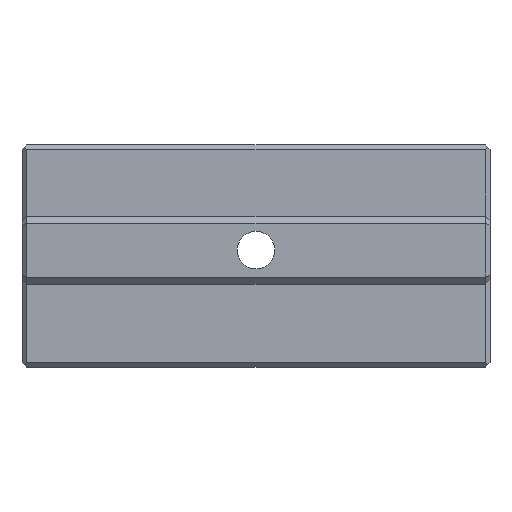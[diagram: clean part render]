
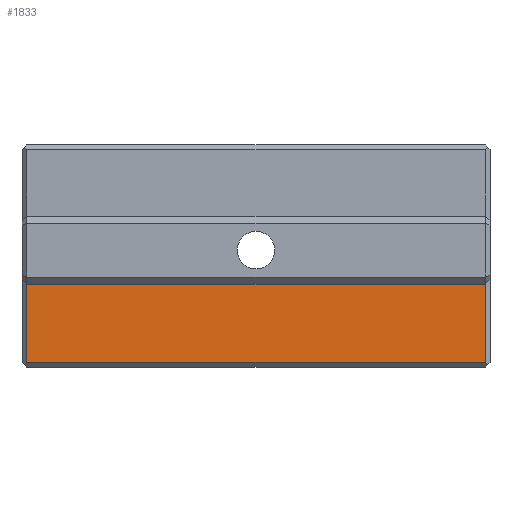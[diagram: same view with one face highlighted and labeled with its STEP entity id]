
A CAD part, front view. The second image highlights one B-rep face of the part: STEP entity #1833.
In plain terms, the highlighted planar face has unit normal (0, -1, 0).
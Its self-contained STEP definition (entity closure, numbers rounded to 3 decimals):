
#294 = PLANE('',#295);
#295 = AXIS2_PLACEMENT_3D('',#296,#297,#298);
#296 = CARTESIAN_POINT('',(0.2,-11.55,-2.4));
#297 = DIRECTION('',(0.707,0.707,0.));
#298 = DIRECTION('',(0.,0.,1.));
#400 = PLANE('',#401);
#401 = AXIS2_PLACEMENT_3D('',#402,#403,#404);
#402 = CARTESIAN_POINT('',(0.,-11.55,-9.3));
#403 = DIRECTION('',(0.,0.707,0.707));
#404 = DIRECTION('',(-1.,-0.,0.));
#548 = VERTEX_POINT('',#549);
#549 = CARTESIAN_POINT('',(0.4,-11.75,-9.1));
#570 = EDGE_CURVE('',#571,#548,#573,.T.);
#571 = VERTEX_POINT('',#572);
#572 = CARTESIAN_POINT('',(0.4,-11.75,-2.4));
#573 = SURFACE_CURVE('',#574,(#578,#585),.PCURVE_S1.);
#574 = LINE('',#575,#576);
#575 = CARTESIAN_POINT('',(0.4,-11.75,-2.4));
#576 = VECTOR('',#577,1.);
#577 = DIRECTION('',(0.,-0.,-1.));
#578 = PCURVE('',#294,#579);
#579 = DEFINITIONAL_REPRESENTATION('',(#580),#584);
#580 = LINE('',#581,#582);
#581 = CARTESIAN_POINT('',(-0.,0.283));
#582 = VECTOR('',#583,1.);
#583 = DIRECTION('',(-1.,0.));
#584 = ( GEOMETRIC_REPRESENTATION_CONTEXT(2) 
PARAMETRIC_REPRESENTATION_CONTEXT() REPRESENTATION_CONTEXT('2D SPACE',''
  ) );
#585 = PCURVE('',#586,#591);
#586 = PLANE('',#587);
#587 = AXIS2_PLACEMENT_3D('',#588,#589,#590);
#588 = CARTESIAN_POINT('',(20.,-11.75,-5.95));
#589 = DIRECTION('',(-0.,-1.,-0.));
#590 = DIRECTION('',(0.,0.,-1.));
#591 = DEFINITIONAL_REPRESENTATION('',(#592),#596);
#592 = LINE('',#593,#594);
#593 = CARTESIAN_POINT('',(-3.55,-19.6));
#594 = VECTOR('',#595,1.);
#595 = DIRECTION('',(1.,0.));
#596 = ( GEOMETRIC_REPRESENTATION_CONTEXT(2) 
PARAMETRIC_REPRESENTATION_CONTEXT() REPRESENTATION_CONTEXT('2D SPACE',''
  ) );
#767 = PLANE('',#768);
#768 = AXIS2_PLACEMENT_3D('',#769,#770,#771);
#769 = CARTESIAN_POINT('',(0.,-8.25,-2.4));
#770 = DIRECTION('',(0.,0.,1.));
#771 = DIRECTION('',(1.,0.,-0.));
#1357 = VERTEX_POINT('',#1358);
#1358 = CARTESIAN_POINT('',(39.6,-11.75,-9.1));
#1372 = PLANE('',#1373);
#1373 = AXIS2_PLACEMENT_3D('',#1374,#1375,#1376);
#1374 = CARTESIAN_POINT('',(39.8,-11.55,-9.1));
#1375 = DIRECTION('',(0.707,-0.707,0.));
#1376 = DIRECTION('',(-0.,-0.,-1.));
#1384 = EDGE_CURVE('',#548,#1357,#1385,.T.);
#1385 = SURFACE_CURVE('',#1386,(#1390,#1397),.PCURVE_S1.);
#1386 = LINE('',#1387,#1388);
#1387 = CARTESIAN_POINT('',(0.,-11.75,-9.1));
#1388 = VECTOR('',#1389,1.);
#1389 = DIRECTION('',(1.,0.,0.));
#1390 = PCURVE('',#400,#1391);
#1391 = DEFINITIONAL_REPRESENTATION('',(#1392),#1396);
#1392 = LINE('',#1393,#1394);
#1393 = CARTESIAN_POINT('',(-0.,0.283));
#1394 = VECTOR('',#1395,1.);
#1395 = DIRECTION('',(-1.,0.));
#1396 = ( GEOMETRIC_REPRESENTATION_CONTEXT(2) 
PARAMETRIC_REPRESENTATION_CONTEXT() REPRESENTATION_CONTEXT('2D SPACE',''
  ) );
#1397 = PCURVE('',#586,#1398);
#1398 = DEFINITIONAL_REPRESENTATION('',(#1399),#1403);
#1399 = LINE('',#1400,#1401);
#1400 = CARTESIAN_POINT('',(3.15,-20.));
#1401 = VECTOR('',#1402,1.);
#1402 = DIRECTION('',(0.,1.));
#1403 = ( GEOMETRIC_REPRESENTATION_CONTEXT(2) 
PARAMETRIC_REPRESENTATION_CONTEXT() REPRESENTATION_CONTEXT('2D SPACE',''
  ) );
#1833 = ADVANCED_FACE('',(#1834),#586,.T.);
#1834 = FACE_BOUND('',#1835,.T.);
#1835 = EDGE_LOOP('',(#1836,#1837,#1860,#1881));
#1836 = ORIENTED_EDGE('',*,*,#1384,.T.);
#1837 = ORIENTED_EDGE('',*,*,#1838,.T.);
#1838 = EDGE_CURVE('',#1357,#1839,#1841,.T.);
#1839 = VERTEX_POINT('',#1840);
#1840 = CARTESIAN_POINT('',(39.6,-11.75,-2.4));
#1841 = SURFACE_CURVE('',#1842,(#1846,#1853),.PCURVE_S1.);
#1842 = LINE('',#1843,#1844);
#1843 = CARTESIAN_POINT('',(39.6,-11.75,-9.1));
#1844 = VECTOR('',#1845,1.);
#1845 = DIRECTION('',(0.,0.,1.));
#1846 = PCURVE('',#586,#1847);
#1847 = DEFINITIONAL_REPRESENTATION('',(#1848),#1852);
#1848 = LINE('',#1849,#1850);
#1849 = CARTESIAN_POINT('',(3.15,19.6));
#1850 = VECTOR('',#1851,1.);
#1851 = DIRECTION('',(-1.,0.));
#1852 = ( GEOMETRIC_REPRESENTATION_CONTEXT(2) 
PARAMETRIC_REPRESENTATION_CONTEXT() REPRESENTATION_CONTEXT('2D SPACE',''
  ) );
#1853 = PCURVE('',#1372,#1854);
#1854 = DEFINITIONAL_REPRESENTATION('',(#1855),#1859);
#1855 = LINE('',#1856,#1857);
#1856 = CARTESIAN_POINT('',(-0.,-0.283));
#1857 = VECTOR('',#1858,1.);
#1858 = DIRECTION('',(-1.,0.));
#1859 = ( GEOMETRIC_REPRESENTATION_CONTEXT(2) 
PARAMETRIC_REPRESENTATION_CONTEXT() REPRESENTATION_CONTEXT('2D SPACE',''
  ) );
#1860 = ORIENTED_EDGE('',*,*,#1861,.T.);
#1861 = EDGE_CURVE('',#1839,#571,#1862,.T.);
#1862 = SURFACE_CURVE('',#1863,(#1867,#1874),.PCURVE_S1.);
#1863 = LINE('',#1864,#1865);
#1864 = CARTESIAN_POINT('',(40.,-11.75,-2.4));
#1865 = VECTOR('',#1866,1.);
#1866 = DIRECTION('',(-1.,0.,0.));
#1867 = PCURVE('',#586,#1868);
#1868 = DEFINITIONAL_REPRESENTATION('',(#1869),#1873);
#1869 = LINE('',#1870,#1871);
#1870 = CARTESIAN_POINT('',(-3.55,20.));
#1871 = VECTOR('',#1872,1.);
#1872 = DIRECTION('',(0.,-1.));
#1873 = ( GEOMETRIC_REPRESENTATION_CONTEXT(2) 
PARAMETRIC_REPRESENTATION_CONTEXT() REPRESENTATION_CONTEXT('2D SPACE',''
  ) );
#1874 = PCURVE('',#767,#1875);
#1875 = DEFINITIONAL_REPRESENTATION('',(#1876),#1880);
#1876 = LINE('',#1877,#1878);
#1877 = CARTESIAN_POINT('',(40.,-3.5));
#1878 = VECTOR('',#1879,1.);
#1879 = DIRECTION('',(-1.,0.));
#1880 = ( GEOMETRIC_REPRESENTATION_CONTEXT(2) 
PARAMETRIC_REPRESENTATION_CONTEXT() REPRESENTATION_CONTEXT('2D SPACE',''
  ) );
#1881 = ORIENTED_EDGE('',*,*,#570,.T.);
